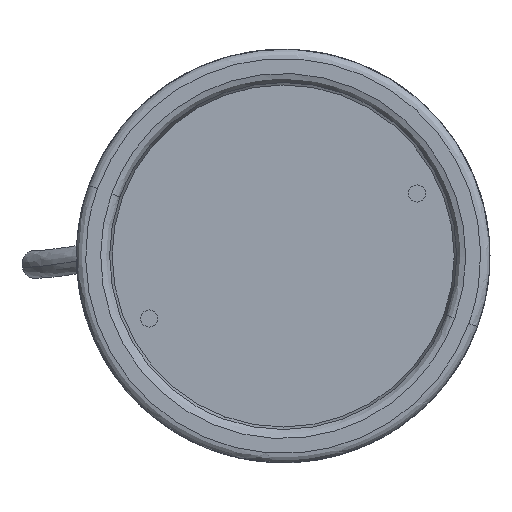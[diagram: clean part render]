
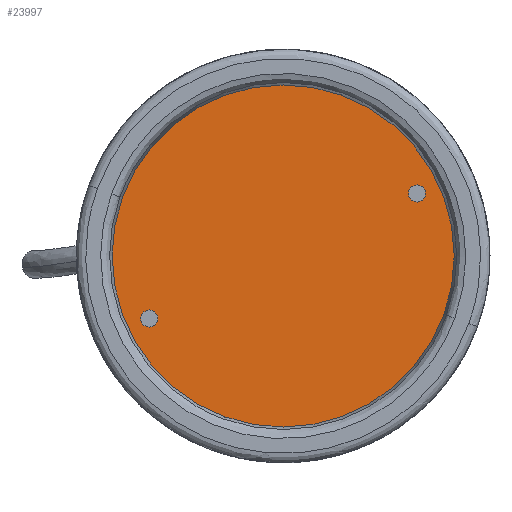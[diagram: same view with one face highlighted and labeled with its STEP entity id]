
A CAD part, front view. The second image highlights one B-rep face of the part: STEP entity #23997.
In plain terms, the highlighted planar face has unit normal (0, -1, 0).
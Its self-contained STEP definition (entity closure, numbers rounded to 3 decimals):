
#118 = CARTESIAN_POINT ( 'NONE',  ( 0., 5.2, 0. ) ) ;
#280 = ORIENTED_EDGE ( 'NONE', *, *, #26843, .F. ) ;
#1751 = AXIS2_PLACEMENT_3D ( 'NONE', #46334, #14064, #18582 ) ;
#3118 = AXIS2_PLACEMENT_3D ( 'NONE', #14682, #28243, #52051 ) ;
#5145 = VERTEX_POINT ( 'NONE', #55414 ) ;
#5191 = DIRECTION ( 'NONE',  ( 0., -1., 0. ) ) ;
#6382 = VERTEX_POINT ( 'NONE', #55730 ) ;
#7031 = CIRCLE ( 'NONE', #57046, 55. ) ;
#7819 = ORIENTED_EDGE ( 'NONE', *, *, #54746, .T. ) ;
#8533 = EDGE_LOOP ( 'NONE', ( #280, #11812 ) ) ;
#9225 = DIRECTION ( 'NONE',  ( 0., 0., -1. ) ) ;
#9633 = DIRECTION ( 'NONE',  ( 0., 1., 0. ) ) ;
#10297 = VERTEX_POINT ( 'NONE', #15942 ) ;
#11812 = ORIENTED_EDGE ( 'NONE', *, *, #40691, .F. ) ;
#13460 = CIRCLE ( 'NONE', #31771, 55. ) ;
#13973 = CIRCLE ( 'NONE', #47669, 2.75 ) ;
#14038 = CARTESIAN_POINT ( 'NONE',  ( 0., 5.2, 0. ) ) ;
#14064 = DIRECTION ( 'NONE',  ( 0., -1., 0. ) ) ;
#14682 = CARTESIAN_POINT ( 'NONE',  ( -33.588, 5.2, -33.588 ) ) ;
#15043 = DIRECTION ( 'NONE',  ( 1., 0., 0. ) ) ;
#15463 = DIRECTION ( 'NONE',  ( 0., 0., -1. ) ) ;
#15942 = CARTESIAN_POINT ( 'NONE',  ( -30.838, 5.2, -33.588 ) ) ;
#17119 = CIRCLE ( 'NONE', #1751, 2.75 ) ;
#18582 = DIRECTION ( 'NONE',  ( 1., 0., 0. ) ) ;
#19152 = DIRECTION ( 'NONE',  ( 0., -1., 0. ) ) ;
#19254 = CARTESIAN_POINT ( 'NONE',  ( -110., 5.2, -110. ) ) ;
#21391 = ORIENTED_EDGE ( 'NONE', *, *, #44080, .F. ) ;
#22102 = ORIENTED_EDGE ( 'NONE', *, *, #50529, .T. ) ;
#23476 = FACE_BOUND ( 'NONE', #8533, .T. ) ;
#23543 = CARTESIAN_POINT ( 'NONE',  ( 33.588, 5.2, 33.588 ) ) ;
#23997 = ADVANCED_FACE ( 'NONE', ( #23476, #32197, #37631 ), #50906, .F. ) ;
#26843 = EDGE_CURVE ( 'NONE', #6382, #40602, #42960, .T. ) ;
#28243 = DIRECTION ( 'NONE',  ( 0., -1., 0. ) ) ;
#28598 = DIRECTION ( 'NONE',  ( 0., -1., 0. ) ) ;
#28664 = CARTESIAN_POINT ( 'NONE',  ( 30.838, 5.2, 33.588 ) ) ;
#29078 = CIRCLE ( 'NONE', #3118, 2.75 ) ;
#31185 = VERTEX_POINT ( 'NONE', #52562 ) ;
#31771 = AXIS2_PLACEMENT_3D ( 'NONE', #14038, #19152, #9225 ) ;
#32197 = FACE_BOUND ( 'NONE', #50413, .T. ) ;
#34108 = DIRECTION ( 'NONE',  ( 0., -1., 0. ) ) ;
#37151 = CARTESIAN_POINT ( 'NONE',  ( 0., 5.2, 55. ) ) ;
#37321 = DIRECTION ( 'NONE',  ( 0., 0., 1. ) ) ;
#37631 = FACE_OUTER_BOUND ( 'NONE', #45153, .T. ) ;
#37970 = VERTEX_POINT ( 'NONE', #37151 ) ;
#38228 = CARTESIAN_POINT ( 'NONE',  ( 33.588, 5.2, 33.588 ) ) ;
#40602 = VERTEX_POINT ( 'NONE', #28664 ) ;
#40691 = EDGE_CURVE ( 'NONE', #40602, #6382, #13973, .T. ) ;
#41918 = DIRECTION ( 'NONE',  ( 1., 0., 0. ) ) ;
#42202 = ORIENTED_EDGE ( 'NONE', *, *, #53457, .F. ) ;
#42871 = AXIS2_PLACEMENT_3D ( 'NONE', #19254, #9633, #37321 ) ;
#42960 = CIRCLE ( 'NONE', #59301, 2.75 ) ;
#44080 = EDGE_CURVE ( 'NONE', #5145, #10297, #17119, .T. ) ;
#45153 = EDGE_LOOP ( 'NONE', ( #7819, #22102 ) ) ;
#46334 = CARTESIAN_POINT ( 'NONE',  ( -33.588, 5.2, -33.588 ) ) ;
#47669 = AXIS2_PLACEMENT_3D ( 'NONE', #23543, #5191, #41918 ) ;
#50413 = EDGE_LOOP ( 'NONE', ( #42202, #21391 ) ) ;
#50529 = EDGE_CURVE ( 'NONE', #37970, #31185, #13460, .T. ) ;
#50906 = PLANE ( 'NONE',  #42871 ) ;
#52051 = DIRECTION ( 'NONE',  ( 1., 0., 0. ) ) ;
#52562 = CARTESIAN_POINT ( 'NONE',  ( 0., 5.2, -55. ) ) ;
#53457 = EDGE_CURVE ( 'NONE', #10297, #5145, #29078, .T. ) ;
#54746 = EDGE_CURVE ( 'NONE', #31185, #37970, #7031, .T. ) ;
#55414 = CARTESIAN_POINT ( 'NONE',  ( -36.338, 5.2, -33.588 ) ) ;
#55730 = CARTESIAN_POINT ( 'NONE',  ( 36.338, 5.2, 33.588 ) ) ;
#57046 = AXIS2_PLACEMENT_3D ( 'NONE', #118, #34108, #15463 ) ;
#59301 = AXIS2_PLACEMENT_3D ( 'NONE', #38228, #28598, #15043 ) ;
